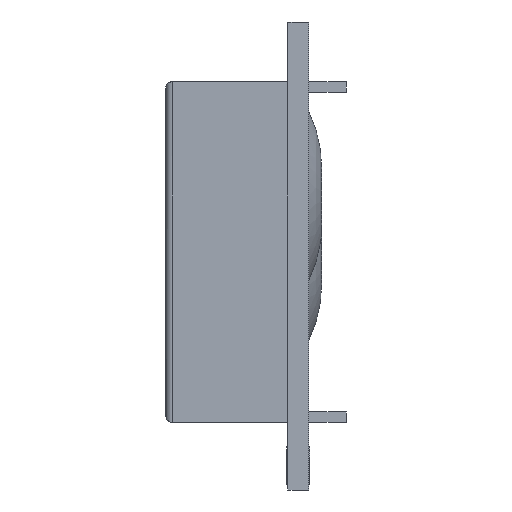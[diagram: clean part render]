
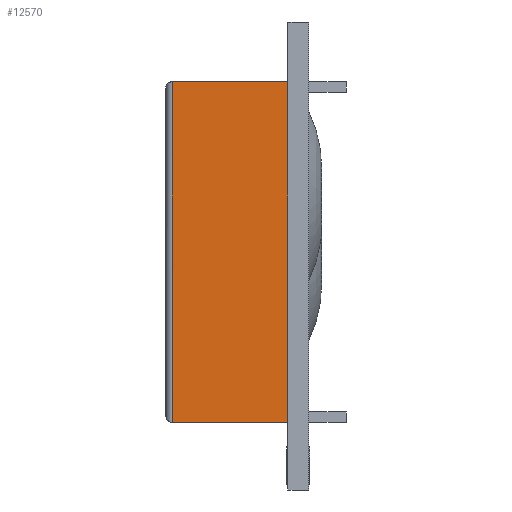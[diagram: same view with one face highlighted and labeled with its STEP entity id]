
A CAD part, left-side view. The second image highlights one B-rep face of the part: STEP entity #12570.
In plain terms, the highlighted planar face has unit normal (-1, 0, 0).
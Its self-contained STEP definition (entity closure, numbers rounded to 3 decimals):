
#688 = FACE_OUTER_BOUND ( 'NONE', #14355, .T. ) ;
#979 = LINE ( 'NONE', #12363, #12223 ) ;
#1020 = LINE ( 'NONE', #12057, #12244 ) ;
#1021 = LINE ( 'NONE', #12059, #12245 ) ;
#1022 = LINE ( 'NONE', #12061, #12246 ) ;
#2872 = CARTESIAN_POINT ( 'NONE',  ( -35.05, 1.6, 13.4 ) ) ;
#2873 = CARTESIAN_POINT ( 'NONE',  ( -35.05, 1.6, -12.8 ) ) ;
#2908 = CARTESIAN_POINT ( 'NONE',  ( -35.05, 10.5, 13.4 ) ) ;
#2909 = CARTESIAN_POINT ( 'NONE',  ( -35.05, 10.5, -12.8 ) ) ;
#11739 = ORIENTED_EDGE ( 'NONE', *, *, #12656, .F. ) ;
#11740 = ORIENTED_EDGE ( 'NONE', *, *, #12657, .T. ) ;
#11749 = ORIENTED_EDGE ( 'NONE', *, *, #12606, .T. ) ;
#11751 = ORIENTED_EDGE ( 'NONE', *, *, #12655, .T. ) ;
#12057 = CARTESIAN_POINT ( 'NONE',  ( -35.05, 10.5, 13.4 ) ) ;
#12058 = DIRECTION ( 'NONE',  ( 0., 0., -1. ) ) ;
#12059 = CARTESIAN_POINT ( 'NONE',  ( -35.05, 11., 13.4 ) ) ;
#12060 = DIRECTION ( 'NONE',  ( 0., -1., 0. ) ) ;
#12061 = CARTESIAN_POINT ( 'NONE',  ( -35.05, 11., -12.8 ) ) ;
#12062 = DIRECTION ( 'NONE',  ( 0., -1., 0. ) ) ;
#12223 = VECTOR ( 'NONE', #12364, 1000. ) ;
#12244 = VECTOR ( 'NONE', #12058, 1000. ) ;
#12245 = VECTOR ( 'NONE', #12060, 1000. ) ;
#12246 = VECTOR ( 'NONE', #12062, 1000. ) ;
#12363 = CARTESIAN_POINT ( 'NONE',  ( -35.05, 1.6, 13.4 ) ) ;
#12364 = DIRECTION ( 'NONE',  ( 0., 0., 1. ) ) ;
#12570 = ADVANCED_FACE ( 'NONE', ( #688 ), #13320, .F. ) ;
#12606 = EDGE_CURVE ( 'NONE', #16132, #16131, #979, .T. ) ;
#12655 = EDGE_CURVE ( 'NONE', #16167, #16168, #1020, .T. ) ;
#12656 = EDGE_CURVE ( 'NONE', #16167, #16131, #1021, .T. ) ;
#12657 = EDGE_CURVE ( 'NONE', #16168, #16132, #1022, .T. ) ;
#13320 = PLANE ( 'NONE',  #18323 ) ;
#13321 = CARTESIAN_POINT ( 'NONE',  ( -35.05, 11., 13.4 ) ) ;
#13322 = DIRECTION ( 'NONE',  ( 1., 0., 0. ) ) ;
#13323 = DIRECTION ( 'NONE',  ( 0., 0., -1. ) ) ;
#14355 = EDGE_LOOP ( 'NONE', ( #11739, #11751, #11740, #11749 ) ) ;
#16131 = VERTEX_POINT ( 'NONE', #2872 ) ;
#16132 = VERTEX_POINT ( 'NONE', #2873 ) ;
#16167 = VERTEX_POINT ( 'NONE', #2908 ) ;
#16168 = VERTEX_POINT ( 'NONE', #2909 ) ;
#18323 = AXIS2_PLACEMENT_3D ( 'NONE', #13321, #13322, #13323 ) ;
